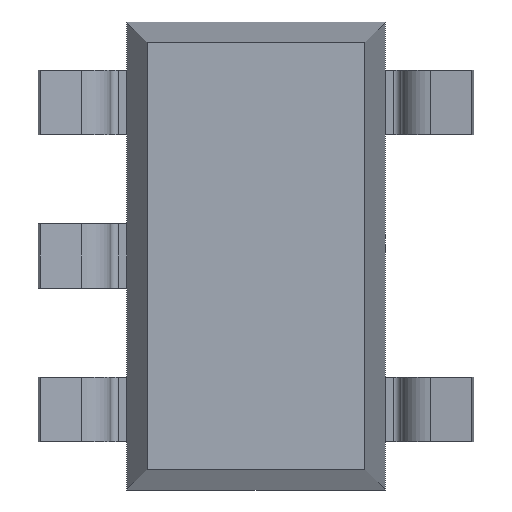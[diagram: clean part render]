
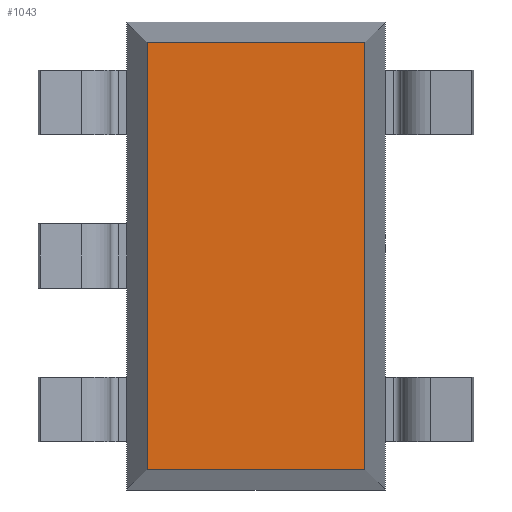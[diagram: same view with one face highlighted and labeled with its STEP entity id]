
A CAD part, front view. The second image highlights one B-rep face of the part: STEP entity #1043.
In plain terms, the highlighted planar face has unit normal (0, -1, 0).
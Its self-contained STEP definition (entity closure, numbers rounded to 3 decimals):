
#35 = CARTESIAN_POINT ( 'NONE',  ( 0.8, 0.15, -1.324 ) ) ;
#159 = LINE ( 'NONE', #283, #2403 ) ;
#220 = PLANE ( 'NONE',  #1121 ) ;
#234 = LINE ( 'NONE', #729, #588 ) ;
#283 = CARTESIAN_POINT ( 'NONE',  ( 0.674, 0.15, -1.45 ) ) ;
#355 = VERTEX_POINT ( 'NONE', #2352 ) ;
#522 = CARTESIAN_POINT ( 'NONE',  ( -0.674, 0.15, -1.45 ) ) ;
#588 = VECTOR ( 'NONE', #1148, 1000. ) ;
#691 = EDGE_CURVE ( 'NONE', #709, #355, #234, .T. ) ;
#709 = VERTEX_POINT ( 'NONE', #1965 ) ;
#715 = FACE_OUTER_BOUND ( 'NONE', #975, .T. ) ;
#719 = DIRECTION ( 'NONE',  ( 0., 0., 1. ) ) ;
#729 = CARTESIAN_POINT ( 'NONE',  ( 0.8, 0.15, 1.324 ) ) ;
#788 = EDGE_CURVE ( 'NONE', #2133, #355, #1679, .T. ) ;
#852 = DIRECTION ( 'NONE',  ( 0., 0., 1. ) ) ;
#975 = EDGE_LOOP ( 'NONE', ( #1143, #1842, #2652, #1445 ) ) ;
#1043 = ADVANCED_FACE ( 'NONE', ( #715 ), #220, .F. ) ;
#1121 = AXIS2_PLACEMENT_3D ( 'NONE', #35, #2079, #852 ) ;
#1143 = ORIENTED_EDGE ( 'NONE', *, *, #1522, .F. ) ;
#1148 = DIRECTION ( 'NONE',  ( -1., 0., 0. ) ) ;
#1164 = VECTOR ( 'NONE', #719, 1000. ) ;
#1418 = EDGE_CURVE ( 'NONE', #1658, #709, #159, .T. ) ;
#1445 = ORIENTED_EDGE ( 'NONE', *, *, #788, .F. ) ;
#1522 = EDGE_CURVE ( 'NONE', #1658, #2133, #1835, .T. ) ;
#1556 = DIRECTION ( 'NONE',  ( 0., 0., 1. ) ) ;
#1658 = VERTEX_POINT ( 'NONE', #2463 ) ;
#1679 = LINE ( 'NONE', #522, #1164 ) ;
#1835 = LINE ( 'NONE', #1995, #1893 ) ;
#1842 = ORIENTED_EDGE ( 'NONE', *, *, #1418, .T. ) ;
#1893 = VECTOR ( 'NONE', #1989, 1000. ) ;
#1965 = CARTESIAN_POINT ( 'NONE',  ( 0.674, 0.15, 1.324 ) ) ;
#1989 = DIRECTION ( 'NONE',  ( -1., 0., 0. ) ) ;
#1995 = CARTESIAN_POINT ( 'NONE',  ( 0.8, 0.15, -1.324 ) ) ;
#2079 = DIRECTION ( 'NONE',  ( 0., 1., 0. ) ) ;
#2133 = VERTEX_POINT ( 'NONE', #2448 ) ;
#2352 = CARTESIAN_POINT ( 'NONE',  ( -0.674, 0.15, 1.324 ) ) ;
#2403 = VECTOR ( 'NONE', #1556, 1000. ) ;
#2448 = CARTESIAN_POINT ( 'NONE',  ( -0.674, 0.15, -1.324 ) ) ;
#2463 = CARTESIAN_POINT ( 'NONE',  ( 0.674, 0.15, -1.324 ) ) ;
#2652 = ORIENTED_EDGE ( 'NONE', *, *, #691, .T. ) ;
